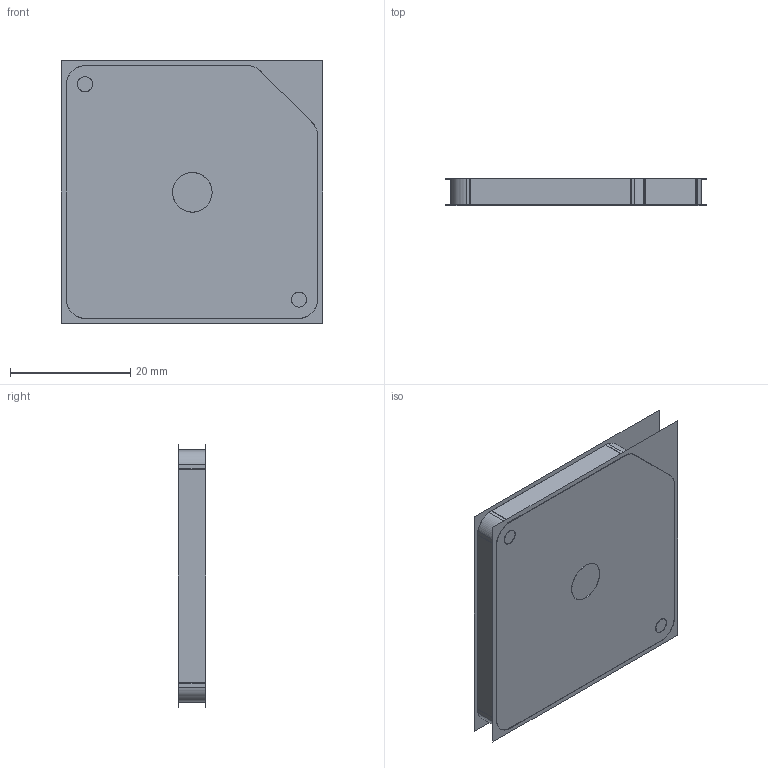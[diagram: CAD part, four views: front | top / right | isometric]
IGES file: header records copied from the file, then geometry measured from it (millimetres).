
Start section:  PTC IGES file: 195681.igs
Global section: file name: 195681.igs; native system: Creo Parametric by PTC Inc.; preprocessor: 2016260; author: pdmadmin; organization: Unknown; date: 20171004.093352; units: millimetre
Bounding box: 43.58 x 4.54 x 43.78 mm (x, y, z)
Volume: 7093.2 mm3; surface area: 17235.4 mm2
Topology: 1 solids, 1 shells, 40 faces, 210 edges, 270 vertices
Faces by surface type: revolution 26, bspline 14
